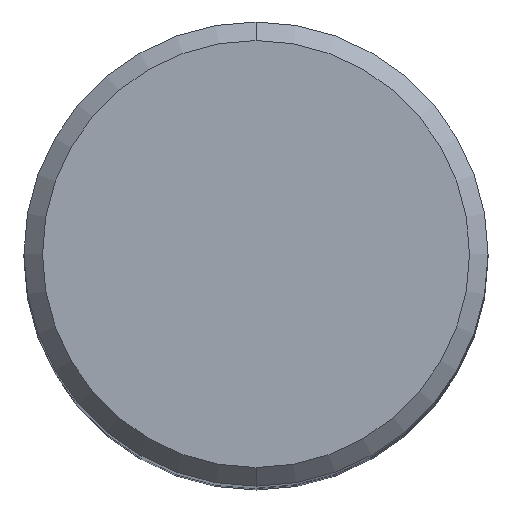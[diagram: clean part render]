
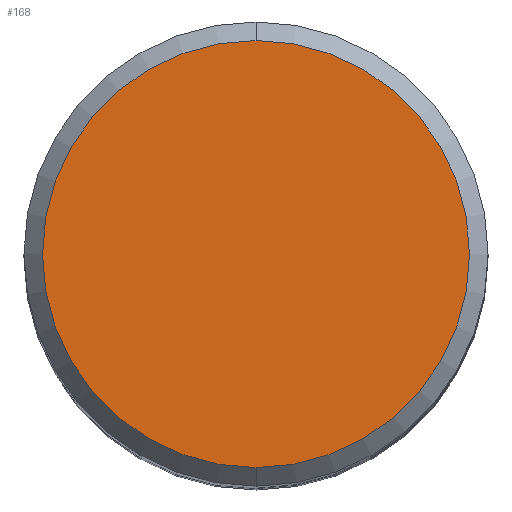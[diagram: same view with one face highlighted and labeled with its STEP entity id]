
A CAD part, top view. The second image highlights one B-rep face of the part: STEP entity #168.
In plain terms, the highlighted planar face has unit normal (0, 0, 1).
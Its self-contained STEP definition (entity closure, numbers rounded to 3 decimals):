
#100=EDGE_CURVE('',#136,#118,#239,.T.);
#118=VERTEX_POINT('',#259);
#136=VERTEX_POINT('',#281);
#158=EDGE_CURVE('',#118,#136,#304,.T.);
#168=ADVANCED_FACE('',(#316),#317,.T.);
#239=CIRCLE('',#388,11.5);
#259=CARTESIAN_POINT('',(0.0,11.5,0.01));
#281=CARTESIAN_POINT('',(0.,-11.5,0.01));
#304=CIRCLE('',#468,11.5);
#316=FACE_OUTER_BOUND('',#481,.T.);
#317=PLANE('',#482);
#388=AXIS2_PLACEMENT_3D('',#560,#561,#562);
#468=AXIS2_PLACEMENT_3D('',#646,#647,#648);
#481=EDGE_LOOP('',(#669,#670));
#482=AXIS2_PLACEMENT_3D('',#671,#672,#673);
#560=CARTESIAN_POINT('',(0.0,0.0,0.01));
#561=DIRECTION('',(0.0,0.0,-1.0));
#562=DIRECTION('',(0.0,1.0,0.0));
#646=CARTESIAN_POINT('',(0.0,0.0,0.01));
#647=DIRECTION('',(0.0,0.0,-1.0));
#648=DIRECTION('',(0.0,1.0,0.0));
#669=ORIENTED_EDGE('',*,*,#158,.F.);
#670=ORIENTED_EDGE('',*,*,#100,.F.);
#671=CARTESIAN_POINT('',(0.0,5.75,0.01));
#672=DIRECTION('',(-0.0,0.0,1.0));
#673=DIRECTION('',(0.0,-1.0,0.0));
